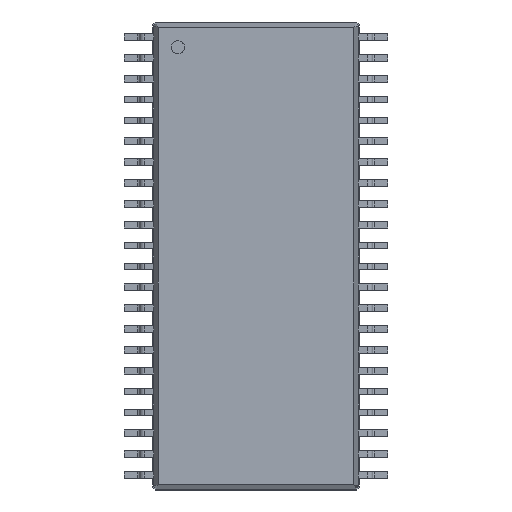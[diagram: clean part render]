
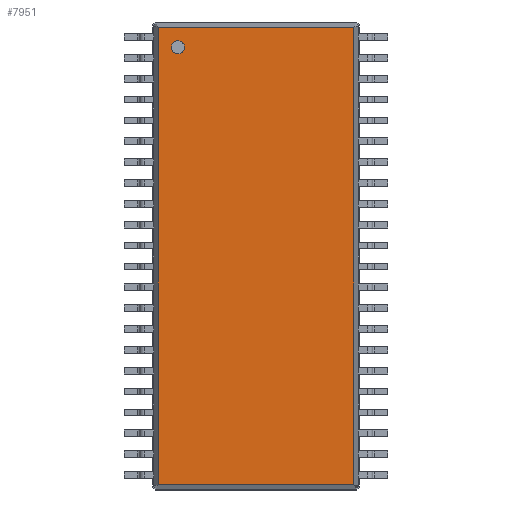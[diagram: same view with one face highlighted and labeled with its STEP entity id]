
A CAD part, top view. The second image highlights one B-rep face of the part: STEP entity #7951.
In plain terms, the highlighted planar face has unit normal (0, 0, 1).
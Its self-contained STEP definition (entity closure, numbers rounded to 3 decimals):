
#2676 = VERTEX_POINT('',#2677);
#2677 = CARTESIAN_POINT('',(5.96,-13.905,2.79));
#2682 = EDGE_CURVE('',#2683,#2676,#2685,.T.);
#2683 = VERTEX_POINT('',#2684);
#2684 = CARTESIAN_POINT('',(5.96,13.905,2.79));
#2685 = LINE('',#2686,#2687);
#2686 = CARTESIAN_POINT('',(5.96,13.905,2.79));
#2687 = VECTOR('',#2688,1.);
#2688 = DIRECTION('',(0.,-1.,0.));
#7934 = EDGE_CURVE('',#7935,#2683,#7937,.T.);
#7935 = VERTEX_POINT('',#7936);
#7936 = CARTESIAN_POINT('',(5.955,13.91,2.79));
#7937 = LINE('',#7938,#7939);
#7938 = CARTESIAN_POINT('',(5.955,13.91,2.79));
#7939 = VECTOR('',#7940,1.);
#7940 = DIRECTION('',(0.707,-0.707,0.));
#7951 = ADVANCED_FACE('',(#7952,#8002),#8013,.T.);
#7952 = FACE_BOUND('',#7953,.T.);
#7953 = EDGE_LOOP('',(#7954,#7962,#7970,#7978,#7986,#7994,#8000,#8001));
#7954 = ORIENTED_EDGE('',*,*,#7955,.F.);
#7955 = EDGE_CURVE('',#7956,#7935,#7958,.T.);
#7956 = VERTEX_POINT('',#7957);
#7957 = CARTESIAN_POINT('',(-5.955,13.91,2.79));
#7958 = LINE('',#7959,#7960);
#7959 = CARTESIAN_POINT('',(-5.955,13.91,2.79));
#7960 = VECTOR('',#7961,1.);
#7961 = DIRECTION('',(1.,0.,0.));
#7962 = ORIENTED_EDGE('',*,*,#7963,.F.);
#7963 = EDGE_CURVE('',#7964,#7956,#7966,.T.);
#7964 = VERTEX_POINT('',#7965);
#7965 = CARTESIAN_POINT('',(-5.96,13.905,2.79));
#7966 = LINE('',#7967,#7968);
#7967 = CARTESIAN_POINT('',(-5.96,13.905,2.79));
#7968 = VECTOR('',#7969,1.);
#7969 = DIRECTION('',(0.707,0.707,0.));
#7970 = ORIENTED_EDGE('',*,*,#7971,.F.);
#7971 = EDGE_CURVE('',#7972,#7964,#7974,.T.);
#7972 = VERTEX_POINT('',#7973);
#7973 = CARTESIAN_POINT('',(-5.96,-13.905,2.79));
#7974 = LINE('',#7975,#7976);
#7975 = CARTESIAN_POINT('',(-5.96,-13.905,2.79));
#7976 = VECTOR('',#7977,1.);
#7977 = DIRECTION('',(0.,1.,0.));
#7978 = ORIENTED_EDGE('',*,*,#7979,.F.);
#7979 = EDGE_CURVE('',#7980,#7972,#7982,.T.);
#7980 = VERTEX_POINT('',#7981);
#7981 = CARTESIAN_POINT('',(-5.955,-13.91,2.79));
#7982 = LINE('',#7983,#7984);
#7983 = CARTESIAN_POINT('',(-5.955,-13.91,2.79));
#7984 = VECTOR('',#7985,1.);
#7985 = DIRECTION('',(-0.707,0.707,0.));
#7986 = ORIENTED_EDGE('',*,*,#7987,.F.);
#7987 = EDGE_CURVE('',#7988,#7980,#7990,.T.);
#7988 = VERTEX_POINT('',#7989);
#7989 = CARTESIAN_POINT('',(5.955,-13.91,2.79));
#7990 = LINE('',#7991,#7992);
#7991 = CARTESIAN_POINT('',(5.955,-13.91,2.79));
#7992 = VECTOR('',#7993,1.);
#7993 = DIRECTION('',(-1.,0.,0.));
#7994 = ORIENTED_EDGE('',*,*,#7995,.F.);
#7995 = EDGE_CURVE('',#2676,#7988,#7996,.T.);
#7996 = LINE('',#7997,#7998);
#7997 = CARTESIAN_POINT('',(5.96,-13.905,2.79));
#7998 = VECTOR('',#7999,1.);
#7999 = DIRECTION('',(-0.707,-0.707,0.));
#8000 = ORIENTED_EDGE('',*,*,#2682,.F.);
#8001 = ORIENTED_EDGE('',*,*,#7934,.F.);
#8002 = FACE_BOUND('',#8003,.T.);
#8003 = EDGE_LOOP('',(#8004));
#8004 = ORIENTED_EDGE('',*,*,#8005,.F.);
#8005 = EDGE_CURVE('',#8006,#8006,#8008,.T.);
#8006 = VERTEX_POINT('',#8007);
#8007 = CARTESIAN_POINT('',(-4.76,12.31,2.79));
#8008 = CIRCLE('',#8009,0.4);
#8009 = AXIS2_PLACEMENT_3D('',#8010,#8011,#8012);
#8010 = CARTESIAN_POINT('',(-4.76,12.71,2.79));
#8011 = DIRECTION('',(0.,0.,1.));
#8012 = DIRECTION('',(0.,-1.,0.));
#8013 = PLANE('',#8014);
#8014 = AXIS2_PLACEMENT_3D('',#8015,#8016,#8017);
#8015 = CARTESIAN_POINT('',(-5.955,13.91,2.79));
#8016 = DIRECTION('',(0.,0.,1.));
#8017 = DIRECTION('',(0.394,-0.919,0.));
